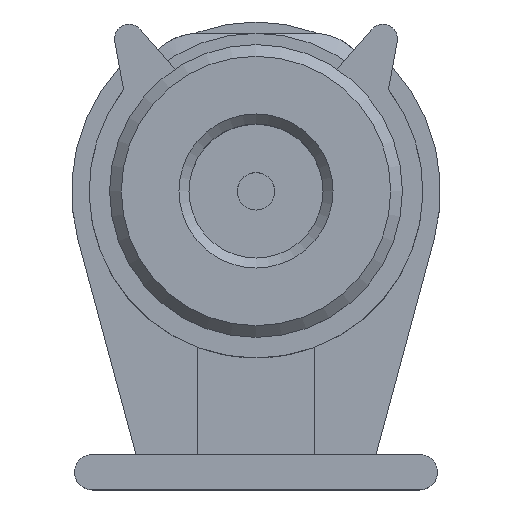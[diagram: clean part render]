
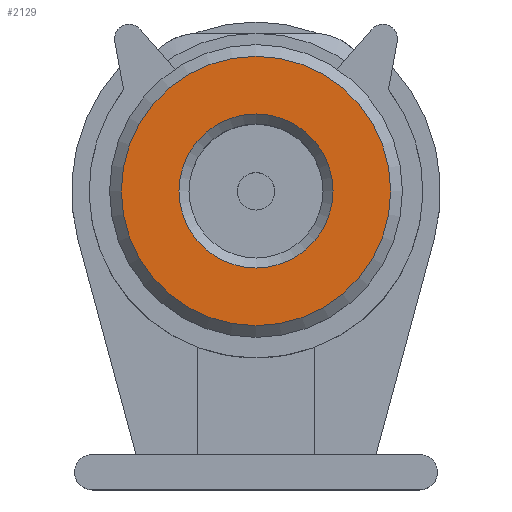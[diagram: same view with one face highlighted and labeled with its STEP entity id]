
A CAD part, top view. The second image highlights one B-rep face of the part: STEP entity #2129.
In plain terms, the highlighted planar face has unit normal (0, 0, 1).
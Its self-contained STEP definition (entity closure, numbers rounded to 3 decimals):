
#238=PLANE('',#2258);
#295=CIRCLE('',#2259,11.5);
#296=CIRCLE('',#2260,6.579);
#488=ORIENTED_EDGE('',*,*,#822,.F.);
#489=ORIENTED_EDGE('',*,*,#823,.T.);
#822=EDGE_CURVE('',#997,#997,#295,.T.);
#823=EDGE_CURVE('',#998,#998,#296,.T.);
#997=VERTEX_POINT('',#3124);
#998=VERTEX_POINT('',#3126);
#1169=EDGE_LOOP('',(#488));
#1170=EDGE_LOOP('',(#489));
#1305=FACE_BOUND('',#1169,.T.);
#1306=FACE_BOUND('',#1170,.T.);
#2129=ADVANCED_FACE('',(#1305,#1306),#238,.F.);
#2258=AXIS2_PLACEMENT_3D('',#3122,#2520,#2521);
#2259=AXIS2_PLACEMENT_3D('',#3123,#2522,#2523);
#2260=AXIS2_PLACEMENT_3D('',#3125,#2524,#2525);
#2520=DIRECTION('',(0.,0.,-1.));
#2521=DIRECTION('',(-1.,0.,0.));
#2522=DIRECTION('',(0.,0.,-1.));
#2523=DIRECTION('',(-1.,0.,0.));
#2524=DIRECTION('',(0.,0.,-1.));
#2525=DIRECTION('',(-1.,0.,0.));
#3122=CARTESIAN_POINT('',(0.,0.,64.8));
#3123=CARTESIAN_POINT('',(0.,0.,64.8));
#3124=CARTESIAN_POINT('',(-11.5,0.,64.8));
#3125=CARTESIAN_POINT('',(0.,0.,64.8));
#3126=CARTESIAN_POINT('',(-6.579,0.,64.8));
